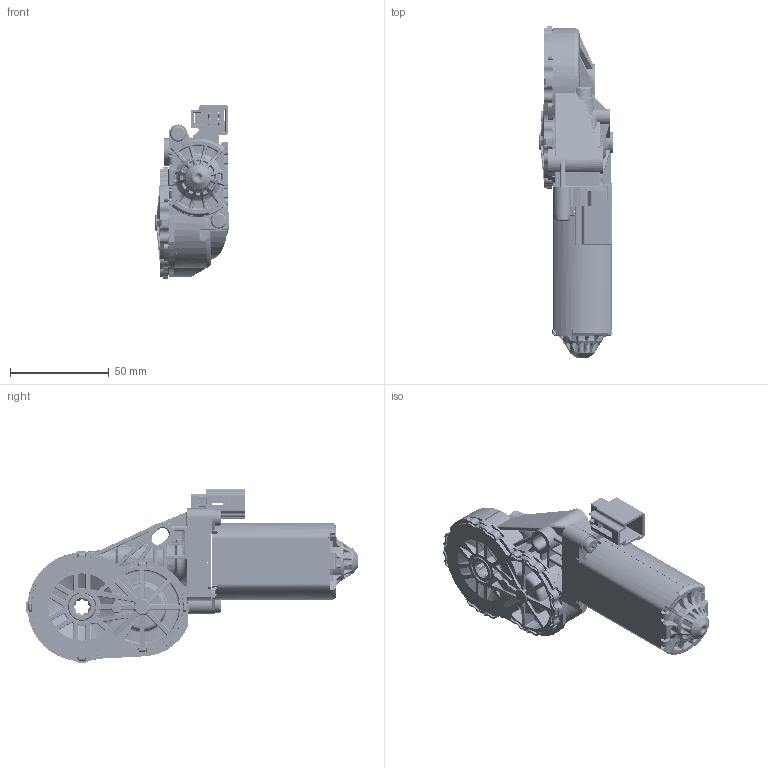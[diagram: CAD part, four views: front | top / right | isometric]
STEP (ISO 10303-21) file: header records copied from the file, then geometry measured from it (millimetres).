
FILE_DESCRIPTION(('CATIA V5 STEP Exchange'),'2;1');
FILE_NAME('Bosch 6 004 RA3 194-06.stp','2015-12-16T19:45:46+00:00',('none'),('none'),'CATIA Version 5 Release 19 SP 9 (IN-10)','CATIA V5 STEP AP214','none');
FILE_SCHEMA(('AUTOMOTIVE_DESIGN { 1 0 10303 214 1 1 1 1 }'));
Length unit declared in the file: millimetre
Products named in the file (1): Bosch 6 004 RA3 194-06
Bounding box: 37.2 x 167.99 x 87.83 mm (x, y, z)
Volume: 77039 mm3; surface area: 77884.1 mm2
Topology: 1 solids, 3 shells, 5346 faces, 14588 edges, 8992 vertices
Faces by surface type: cylinder 1692, plane 1474, torus 671, bspline 616, extrusion 435, cone 282, sphere 173, revolution 3
Entity records: 203231 total; most frequent: CARTESIAN_POINT 86501, ORIENTED_EDGE 28816, DIRECTION 16433, EDGE_CURVE 14408, VERTEX_POINT 8992, AXIS2_PLACEMENT_3D 7536, VECTOR 5778, EDGE_LOOP 5436
